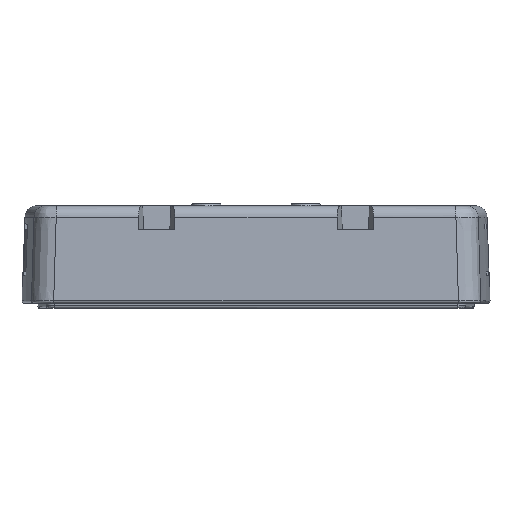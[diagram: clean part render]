
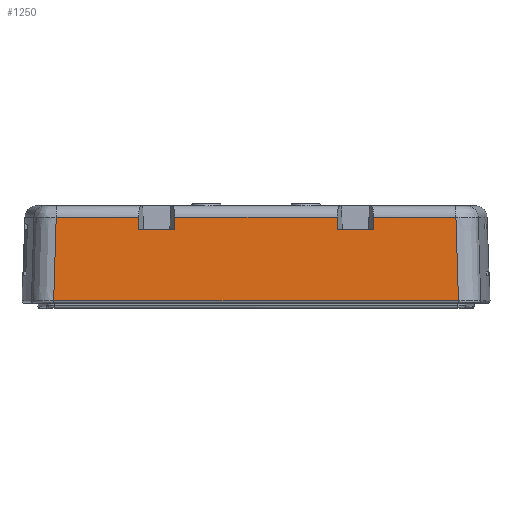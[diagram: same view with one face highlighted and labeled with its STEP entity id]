
A CAD part, front view. The second image highlights one B-rep face of the part: STEP entity #1250.
In plain terms, the highlighted planar face has unit normal (0, -0.999, 0.035).
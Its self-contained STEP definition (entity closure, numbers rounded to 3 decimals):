
#731=FACE_OUTER_BOUND('',#4083,.T.);
#1250=ADVANCED_FACE('',(#731),#1638,.T.);
#1638=PLANE('',#9806);
#1949=B_SPLINE_CURVE_WITH_KNOTS('',3,(#16721,#16722,#16723,#16724,#16725,
#16726,#16727),.UNSPECIFIED.,.F.,.F.,(4,3,4),(0.,0.477,1.),
 .UNSPECIFIED.);
#1950=B_SPLINE_CURVE_WITH_KNOTS('',3,(#16732,#16733,#16734,#16735,#16736,
#16737,#16738),.UNSPECIFIED.,.F.,.F.,(4,3,4),(0.,0.523,1.),
 .UNSPECIFIED.);
#2678=LINE('',#16730,#3494);
#2679=LINE('',#16740,#3495);
#2680=LINE('',#16742,#3496);
#2681=LINE('',#16744,#3497);
#2682=LINE('',#16746,#3498);
#2683=LINE('',#16748,#3499);
#2684=LINE('',#16750,#3500);
#2685=LINE('',#16752,#3501);
#2686=LINE('',#16754,#3502);
#2687=LINE('',#16756,#3503);
#3494=VECTOR('',#11452,1.);
#3495=VECTOR('',#11453,1.);
#3496=VECTOR('',#11454,1.);
#3497=VECTOR('',#11455,1.);
#3498=VECTOR('',#11456,1.);
#3499=VECTOR('',#11457,1.);
#3500=VECTOR('',#11458,1.);
#3501=VECTOR('',#11459,1.);
#3502=VECTOR('',#11460,1.);
#3503=VECTOR('',#11461,1.);
#4083=EDGE_LOOP('',(#6031,#6032,#6033,#6034,#6035,#6036,#6037,#6038,#6039,
#6040,#6041,#6042));
#6031=ORIENTED_EDGE('',*,*,#8872,.T.);
#6032=ORIENTED_EDGE('',*,*,#8873,.T.);
#6033=ORIENTED_EDGE('',*,*,#8874,.T.);
#6034=ORIENTED_EDGE('',*,*,#8875,.T.);
#6035=ORIENTED_EDGE('',*,*,#8876,.F.);
#6036=ORIENTED_EDGE('',*,*,#8877,.T.);
#6037=ORIENTED_EDGE('',*,*,#8878,.F.);
#6038=ORIENTED_EDGE('',*,*,#8879,.T.);
#6039=ORIENTED_EDGE('',*,*,#8880,.T.);
#6040=ORIENTED_EDGE('',*,*,#8881,.F.);
#6041=ORIENTED_EDGE('',*,*,#8882,.T.);
#6042=ORIENTED_EDGE('',*,*,#8883,.T.);
#7708=VERTEX_POINT('',#16728);
#7709=VERTEX_POINT('',#16729);
#7710=VERTEX_POINT('',#16731);
#7711=VERTEX_POINT('',#16739);
#7712=VERTEX_POINT('',#16741);
#7713=VERTEX_POINT('',#16743);
#7714=VERTEX_POINT('',#16745);
#7715=VERTEX_POINT('',#16747);
#7716=VERTEX_POINT('',#16749);
#7717=VERTEX_POINT('',#16751);
#7718=VERTEX_POINT('',#16753);
#7719=VERTEX_POINT('',#16755);
#8872=EDGE_CURVE('',#7708,#7709,#1949,.T.);
#8873=EDGE_CURVE('',#7709,#7710,#2678,.T.);
#8874=EDGE_CURVE('',#7710,#7711,#1950,.T.);
#8875=EDGE_CURVE('',#7711,#7712,#2679,.T.);
#8876=EDGE_CURVE('',#7713,#7712,#2680,.T.);
#8877=EDGE_CURVE('',#7713,#7714,#2681,.T.);
#8878=EDGE_CURVE('',#7715,#7714,#2682,.T.);
#8879=EDGE_CURVE('',#7715,#7716,#2683,.T.);
#8880=EDGE_CURVE('',#7716,#7717,#2684,.T.);
#8881=EDGE_CURVE('',#7718,#7717,#2685,.T.);
#8882=EDGE_CURVE('',#7718,#7719,#2686,.T.);
#8883=EDGE_CURVE('',#7719,#7708,#2687,.T.);
#9806=AXIS2_PLACEMENT_3D('',#16757,#11462,#11463);
#11452=DIRECTION('',(1.,0.,0.));
#11453=DIRECTION('',(-1.,0.,0.));
#11454=DIRECTION('',(0.027,0.035,0.999));
#11455=DIRECTION('',(-1.,0.,0.));
#11456=DIRECTION('',(0.027,-0.035,-0.999));
#11457=DIRECTION('',(-1.,0.,0.));
#11458=DIRECTION('',(-0.027,-0.035,-0.999));
#11459=DIRECTION('',(1.,0.,0.));
#11460=DIRECTION('',(-0.027,0.035,0.999));
#11461=DIRECTION('',(-1.,0.,0.));
#11462=DIRECTION('',(0.,-0.999,0.035));
#11463=DIRECTION('',(0.,-0.035,-0.999));
#16721=CARTESIAN_POINT('',(-56.491,-31.323,19.394));
#16722=CARTESIAN_POINT('',(-56.581,-31.428,16.394));
#16723=CARTESIAN_POINT('',(-56.671,-31.532,13.393));
#16724=CARTESIAN_POINT('',(-56.761,-31.637,10.393));
#16725=CARTESIAN_POINT('',(-56.859,-31.752,7.101));
#16726=CARTESIAN_POINT('',(-56.958,-31.867,3.809));
#16727=CARTESIAN_POINT('',(-57.056,-31.982,0.517));
#16728=CARTESIAN_POINT('',(-56.491,-31.323,19.394));
#16729=CARTESIAN_POINT('',(-57.056,-31.982,0.517));
#16730=CARTESIAN_POINT('',(38.907,-31.982,0.517));
#16731=CARTESIAN_POINT('',(34.574,-31.982,0.517));
#16732=CARTESIAN_POINT('',(34.574,-31.982,0.517));
#16733=CARTESIAN_POINT('',(34.475,-31.867,3.809));
#16734=CARTESIAN_POINT('',(34.377,-31.752,7.1));
#16735=CARTESIAN_POINT('',(34.278,-31.637,10.392));
#16736=CARTESIAN_POINT('',(34.188,-31.532,13.393));
#16737=CARTESIAN_POINT('',(34.098,-31.428,16.393));
#16738=CARTESIAN_POINT('',(34.008,-31.323,19.394));
#16739=CARTESIAN_POINT('',(34.008,-31.323,19.394));
#16740=CARTESIAN_POINT('',(38.907,-31.323,19.394));
#16741=CARTESIAN_POINT('',(15.362,-31.323,19.394));
#16742=CARTESIAN_POINT('',(14.859,-31.978,0.644));
#16743=CARTESIAN_POINT('',(15.287,-31.42,16.6));
#16744=CARTESIAN_POINT('',(38.907,-31.42,16.6));
#16745=CARTESIAN_POINT('',(7.213,-31.42,16.6));
#16746=CARTESIAN_POINT('',(7.68,-32.029,-0.836));
#16747=CARTESIAN_POINT('',(7.138,-31.323,19.394));
#16748=CARTESIAN_POINT('',(38.907,-31.323,19.394));
#16749=CARTESIAN_POINT('',(-29.638,-31.323,19.394));
#16750=CARTESIAN_POINT('',(-30.108,-31.935,1.847));
#16751=CARTESIAN_POINT('',(-29.713,-31.42,16.6));
#16752=CARTESIAN_POINT('',(38.907,-31.42,16.6));
#16753=CARTESIAN_POINT('',(-37.787,-31.42,16.6));
#16754=CARTESIAN_POINT('',(-37.288,-32.071,-2.039));
#16755=CARTESIAN_POINT('',(-37.862,-31.323,19.394));
#16756=CARTESIAN_POINT('',(38.907,-31.323,19.394));
#16757=CARTESIAN_POINT('',(38.907,-32.,0.));
